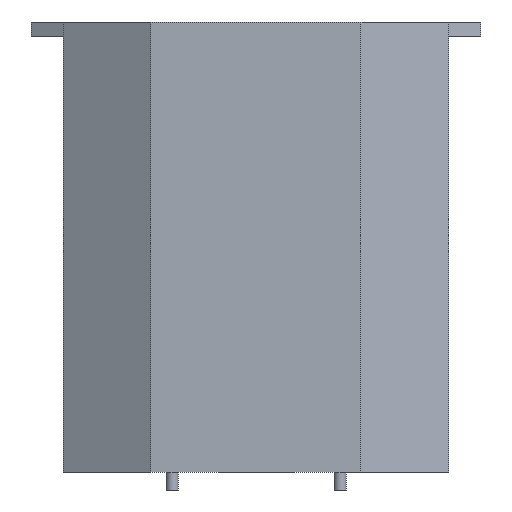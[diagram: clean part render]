
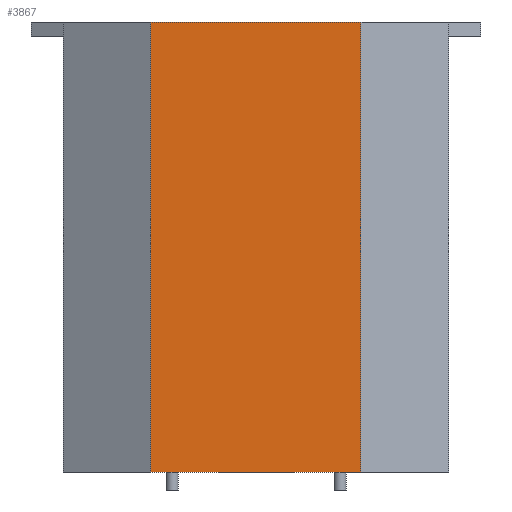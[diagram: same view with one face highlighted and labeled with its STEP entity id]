
A CAD part, front view. The second image highlights one B-rep face of the part: STEP entity #3867.
In plain terms, the highlighted planar face has unit normal (0, -1, 0).
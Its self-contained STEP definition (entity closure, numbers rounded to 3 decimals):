
#213 = CARTESIAN_POINT ( 'NONE',  ( -35., 0., 150. ) ) ;
#241 = EDGE_CURVE ( 'NONE', #278, #1251, #335, .T. ) ;
#244 = VECTOR ( 'NONE', #2060, 1000. ) ;
#278 = VERTEX_POINT ( 'NONE', #843 ) ;
#312 = FACE_OUTER_BOUND ( 'NONE', #5232, .T. ) ;
#335 = LINE ( 'NONE', #2033, #244 ) ;
#843 = CARTESIAN_POINT ( 'NONE',  ( -35., 0., 0. ) ) ;
#884 = DIRECTION ( 'NONE',  ( 0., 0., -1. ) ) ;
#1056 = DIRECTION ( 'NONE',  ( 1., 0., 0. ) ) ;
#1069 = CARTESIAN_POINT ( 'NONE',  ( -35., 0., 150. ) ) ;
#1124 = DIRECTION ( 'NONE',  ( 0., 1., 0. ) ) ;
#1251 = VERTEX_POINT ( 'NONE', #2868 ) ;
#1300 = EDGE_CURVE ( 'NONE', #3857, #3913, #5344, .T. ) ;
#1454 = AXIS2_PLACEMENT_3D ( 'NONE', #4582, #1124, #2910 ) ;
#1546 = ORIENTED_EDGE ( 'NONE', *, *, #2694, .T. ) ;
#1935 = DIRECTION ( 'NONE',  ( 0., 0., -1. ) ) ;
#2033 = CARTESIAN_POINT ( 'NONE',  ( -35., 0., 0. ) ) ;
#2060 = DIRECTION ( 'NONE',  ( 1., 0., 0. ) ) ;
#2136 = CARTESIAN_POINT ( 'NONE',  ( 35., 0., 150. ) ) ;
#2432 = CARTESIAN_POINT ( 'NONE',  ( 35., 0., 150. ) ) ;
#2570 = ORIENTED_EDGE ( 'NONE', *, *, #4362, .F. ) ;
#2610 = VECTOR ( 'NONE', #1056, 1000. ) ;
#2694 = EDGE_CURVE ( 'NONE', #3857, #278, #4088, .T. ) ;
#2762 = VECTOR ( 'NONE', #1935, 1000. ) ;
#2868 = CARTESIAN_POINT ( 'NONE',  ( 35., 0., 0. ) ) ;
#2910 = DIRECTION ( 'NONE',  ( 0., 0., 1. ) ) ;
#2922 = LINE ( 'NONE', #2136, #4615 ) ;
#3392 = PLANE ( 'NONE',  #1454 ) ;
#3642 = ORIENTED_EDGE ( 'NONE', *, *, #1300, .F. ) ;
#3739 = CARTESIAN_POINT ( 'NONE',  ( -35., 0., 150. ) ) ;
#3857 = VERTEX_POINT ( 'NONE', #1069 ) ;
#3867 = ADVANCED_FACE ( 'NONE', ( #312 ), #3392, .F. ) ;
#3913 = VERTEX_POINT ( 'NONE', #2432 ) ;
#4088 = LINE ( 'NONE', #213, #2762 ) ;
#4362 = EDGE_CURVE ( 'NONE', #3913, #1251, #2922, .T. ) ;
#4582 = CARTESIAN_POINT ( 'NONE',  ( -35., 0., 150. ) ) ;
#4615 = VECTOR ( 'NONE', #884, 1000. ) ;
#4976 = ORIENTED_EDGE ( 'NONE', *, *, #241, .T. ) ;
#5232 = EDGE_LOOP ( 'NONE', ( #4976, #2570, #3642, #1546 ) ) ;
#5344 = LINE ( 'NONE', #3739, #2610 ) ;
